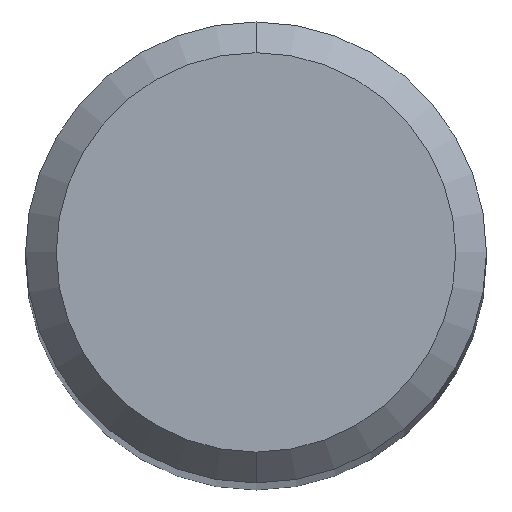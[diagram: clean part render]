
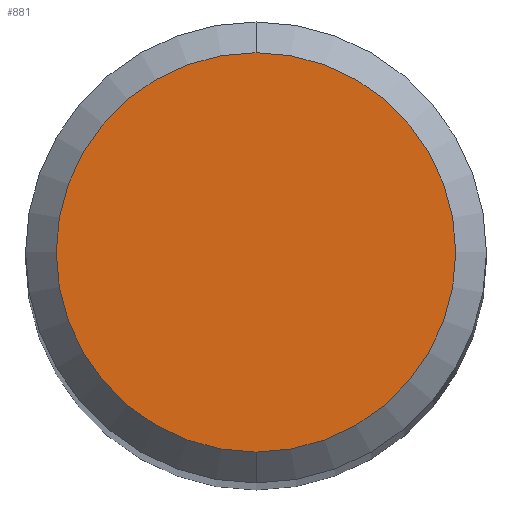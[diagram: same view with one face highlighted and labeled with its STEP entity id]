
A CAD part, top view. The second image highlights one B-rep face of the part: STEP entity #881.
In plain terms, the highlighted planar face has unit normal (0, 0, 1).
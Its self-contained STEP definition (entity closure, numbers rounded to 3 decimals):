
#395=VERTEX_POINT('',#1135);
#493=EDGE_CURVE('',#751,#395,#1245,.T.);
#509=EDGE_CURVE('',#395,#751,#1263,.T.);
#751=VERTEX_POINT('',#1522);
#881=ADVANCED_FACE('',(#1666),#1667,.T.);
#1135=CARTESIAN_POINT('',(0.,-2.6,0.0));
#1245=CIRCLE('',#2700,2.6);
#1263=CIRCLE('',#2978,2.6);
#1522=CARTESIAN_POINT('',(0.0,2.6,0.0));
#1666=FACE_OUTER_BOUND('',#4450,.T.);
#1667=PLANE('',#4451);
#2700=AXIS2_PLACEMENT_3D('',#5568,#5569,#5570);
#2978=AXIS2_PLACEMENT_3D('',#5588,#5589,#5590);
#4450=EDGE_LOOP('',(#6000,#6001));
#4451=AXIS2_PLACEMENT_3D('',#6002,#6003,#6004);
#5568=CARTESIAN_POINT('',(0.0,0.0,0.0));
#5569=DIRECTION('',(0.0,0.0,-1.0));
#5570=DIRECTION('',(0.0,1.0,0.0));
#5588=CARTESIAN_POINT('',(0.0,0.0,0.0));
#5589=DIRECTION('',(0.0,0.0,-1.0));
#5590=DIRECTION('',(0.0,1.0,0.0));
#6000=ORIENTED_EDGE('',*,*,#493,.F.);
#6001=ORIENTED_EDGE('',*,*,#509,.F.);
#6002=CARTESIAN_POINT('',(0.0,1.3,0.0));
#6003=DIRECTION('',(-0.0,0.0,1.0));
#6004=DIRECTION('',(0.0,-1.0,0.0));
